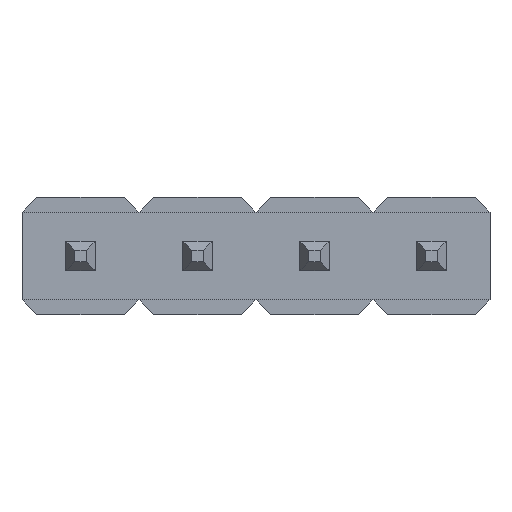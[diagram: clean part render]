
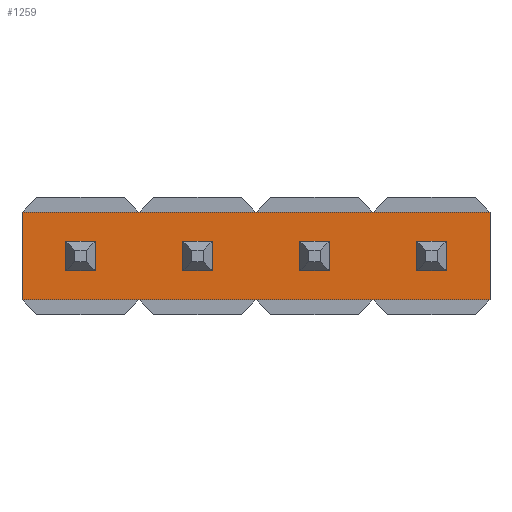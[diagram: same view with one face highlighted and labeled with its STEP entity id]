
A CAD part, front view. The second image highlights one B-rep face of the part: STEP entity #1259.
In plain terms, the highlighted free-form (B-spline) face has degree [1, 1] with [2, 2] control points.
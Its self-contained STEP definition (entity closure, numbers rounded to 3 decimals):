
#717=EDGE_CURVE('',#745,#855,#1866,.T.);
#745=VERTEX_POINT('',#1899);
#761=EDGE_CURVE('',#785,#1269,#1916,.T.);
#775=VERTEX_POINT('',#1931);
#785=VERTEX_POINT('',#1941);
#829=VERTEX_POINT('',#1987);
#847=EDGE_CURVE('',#1269,#1267,#2006,.T.);
#855=VERTEX_POINT('',#2014);
#867=VERTEX_POINT('',#2029);
#875=VERTEX_POINT('',#2037);
#885=EDGE_CURVE('',#1123,#1125,#2047,.T.);
#887=VERTEX_POINT('',#2049);
#891=EDGE_CURVE('',#1431,#1483,#2053,.T.);
#935=VERTEX_POINT('',#2102);
#941=VERTEX_POINT('',#2109);
#943=EDGE_CURVE('',#1169,#829,#2111,.T.);
#991=VERTEX_POINT('',#2168);
#1001=VERTEX_POINT('',#2179);
#1003=EDGE_CURVE('',#1001,#935,#2181,.T.);
#1023=VERTEX_POINT('',#2203);
#1087=EDGE_CURVE('',#1697,#1339,#2268,.T.);
#1097=EDGE_CURVE('',#1267,#875,#2278,.T.);
#1101=VERTEX_POINT('',#2282);
#1103=EDGE_CURVE('',#1639,#1123,#2284,.T.);
#1123=VERTEX_POINT('',#2308);
#1125=VERTEX_POINT('',#2310);
#1169=VERTEX_POINT('',#2357);
#1201=EDGE_CURVE('',#935,#1169,#2396,.T.);
#1249=EDGE_CURVE('',#1339,#745,#2451,.T.);
#1259=ADVANCED_FACE('',(#2461,#2462,#2463,#2464,#2465),#2466,.F.);
#1267=VERTEX_POINT('',#2475);
#1269=VERTEX_POINT('',#2477);
#1271=EDGE_CURVE('',#855,#1697,#2479,.T.);
#1281=EDGE_CURVE('',#1639,#1431,#2489,.T.);
#1307=EDGE_CURVE('',#829,#1001,#2518,.T.);
#1317=VERTEX_POINT('',#2533);
#1339=VERTEX_POINT('',#2556);
#1361=EDGE_CURVE('',#1023,#1449,#2582,.T.);
#1431=VERTEX_POINT('',#2661);
#1441=EDGE_CURVE('',#991,#887,#2672,.T.);
#1447=EDGE_CURVE('',#941,#1023,#2679,.T.);
#1449=VERTEX_POINT('',#2681);
#1451=EDGE_CURVE('',#1483,#941,#2683,.T.);
#1455=EDGE_CURVE('',#1125,#775,#2687,.T.);
#1483=VERTEX_POINT('',#2718);
#1559=EDGE_CURVE('',#867,#1449,#2804,.T.);
#1591=EDGE_CURVE('',#887,#1317,#2838,.T.);
#1599=EDGE_CURVE('',#1317,#1101,#2847,.T.);
#1623=EDGE_CURVE('',#875,#785,#2873,.T.);
#1639=VERTEX_POINT('',#2890);
#1651=EDGE_CURVE('',#775,#867,#2902,.T.);
#1655=EDGE_CURVE('',#1101,#991,#2906,.T.);
#1697=VERTEX_POINT('',#2957);
#1866=LINE('',#3203,#3204);
#1899=CARTESIAN_POINT('',(7.785,-1.25,-0.215));
#1916=LINE('',#3295,#3296);
#1931=CARTESIAN_POINT('',(5.0,-1.25,0.75));
#1941=CARTESIAN_POINT('',(4.215,-1.25,-0.215));
#1987=CARTESIAN_POINT('',(1.785,-1.25,0.215));
#2006=LINE('',#3441,#3442);
#2014=CARTESIAN_POINT('',(7.785,-1.25,0.215));
#2029=CARTESIAN_POINT('',(3.0,-1.25,0.75));
#2037=CARTESIAN_POINT('',(4.215,-1.25,0.215));
#2047=LINE('',#3505,#3506);
#2049=CARTESIAN_POINT('',(6.215,-1.25,-0.215));
#2053=LINE('',#3515,#3516);
#2102=CARTESIAN_POINT('',(2.215,-1.25,-0.215));
#2109=CARTESIAN_POINT('',(3.0,-1.25,-0.75));
#2111=LINE('',#3613,#3614);
#2168=CARTESIAN_POINT('',(6.215,-1.25,0.215));
#2179=CARTESIAN_POINT('',(2.215,-1.25,0.215));
#2181=LINE('',#3741,#3742);
#2203=CARTESIAN_POINT('',(1.0,-1.25,-0.75));
#2268=LINE('',#3885,#3886);
#2278=LINE('',#3905,#3906);
#2282=CARTESIAN_POINT('',(5.785,-1.25,0.215));
#2284=LINE('',#3913,#3914);
#2308=CARTESIAN_POINT('',(9.0,-1.25,0.75));
#2310=CARTESIAN_POINT('',(7.0,-1.25,0.75));
#2357=CARTESIAN_POINT('',(1.785,-1.25,-0.215));
#2396=LINE('',#4113,#4114);
#2451=LINE('',#4212,#4213);
#2461=FACE_OUTER_BOUND('',#4229,.T.);
#2462=FACE_BOUND('',#4230,.T.);
#2463=FACE_BOUND('',#4231,.T.);
#2464=FACE_BOUND('',#4232,.T.);
#2465=FACE_BOUND('',#4233,.T.);
#2466=B_SPLINE_SURFACE_WITH_KNOTS('',1,1,((#4234,#4235),(#4236,#4237)),.UNSPECIFIED.,.F.,.F.,.F.,(2,2),(2,2),(0.0,8.0),(0.0,1.5),.UNSPECIFIED.);
#2475=CARTESIAN_POINT('',(3.785,-1.25,0.215));
#2477=CARTESIAN_POINT('',(3.785,-1.25,-0.215));
#2479=LINE('',#4258,#4259);
#2489=LINE('',#4272,#4273);
#2518=LINE('',#4325,#4326);
#2533=CARTESIAN_POINT('',(5.785,-1.25,-0.215));
#2556=CARTESIAN_POINT('',(8.215,-1.25,-0.215));
#2582=LINE('',#4431,#4432);
#2661=CARTESIAN_POINT('',(7.0,-1.25,-0.75));
#2672=LINE('',#4587,#4588);
#2679=LINE('',#4599,#4600);
#2681=CARTESIAN_POINT('',(1.0,-1.25,0.75));
#2683=LINE('',#4605,#4606);
#2687=LINE('',#4611,#4612);
#2718=CARTESIAN_POINT('',(5.0,-1.25,-0.75));
#2804=LINE('',#4811,#4812);
#2838=LINE('',#4871,#4872);
#2847=LINE('',#4885,#4886);
#2873=LINE('',#4933,#4934);
#2890=CARTESIAN_POINT('',(9.0,-1.25,-0.75));
#2902=LINE('',#4985,#4986);
#2906=LINE('',#4991,#4992);
#2957=CARTESIAN_POINT('',(8.215,-1.25,0.215));
#3203=CARTESIAN_POINT('',(7.785,-1.25,-0.215));
#3204=VECTOR('',#5208,0.43);
#3295=CARTESIAN_POINT('',(4.215,-1.25,-0.215));
#3296=VECTOR('',#5251,0.43);
#3441=CARTESIAN_POINT('',(3.785,-1.25,-0.215));
#3442=VECTOR('',#5294,0.43);
#3505=CARTESIAN_POINT('',(9.0,-1.25,0.75));
#3506=VECTOR('',#5317,2.0);
#3515=CARTESIAN_POINT('',(7.0,-1.25,-0.75));
#3516=VECTOR('',#5319,2.0);
#3613=CARTESIAN_POINT('',(1.785,-1.25,-0.215));
#3614=VECTOR('',#5363,0.43);
#3741=CARTESIAN_POINT('',(2.215,-1.25,0.215));
#3742=VECTOR('',#5429,0.43);
#3885=CARTESIAN_POINT('',(8.215,-1.25,0.215));
#3886=VECTOR('',#5469,0.43);
#3905=CARTESIAN_POINT('',(3.785,-1.25,0.215));
#3906=VECTOR('',#5474,0.43);
#3913=CARTESIAN_POINT('',(9.0,-1.25,-0.75));
#3914=VECTOR('',#5475,1.5);
#4113=CARTESIAN_POINT('',(2.215,-1.25,-0.215));
#4114=VECTOR('',#5570,0.43);
#4212=CARTESIAN_POINT('',(8.215,-1.25,-0.215));
#4213=VECTOR('',#5618,0.43);
#4229=EDGE_LOOP('',(#5623,#5624,#5625,#5626,#5627,#5628,#5629,#5630,#5631,#5632));
#4230=EDGE_LOOP('',(#5633,#5634,#5635,#5636));
#4231=EDGE_LOOP('',(#5637,#5638,#5639,#5640));
#4232=EDGE_LOOP('',(#5641,#5642,#5643,#5644));
#4233=EDGE_LOOP('',(#5645,#5646,#5647,#5648));
#4234=CARTESIAN_POINT('',(1.0,-1.25,0.75));
#4235=CARTESIAN_POINT('',(1.0,-1.25,-0.75));
#4236=CARTESIAN_POINT('',(9.0,-1.25,0.75));
#4237=CARTESIAN_POINT('',(9.0,-1.25,-0.75));
#4258=CARTESIAN_POINT('',(7.785,-1.25,0.215));
#4259=VECTOR('',#5656,0.43);
#4272=CARTESIAN_POINT('',(9.0,-1.25,-0.75));
#4273=VECTOR('',#5658,2.0);
#4325=CARTESIAN_POINT('',(1.785,-1.25,0.215));
#4326=VECTOR('',#5683,0.43);
#4431=CARTESIAN_POINT('',(1.0,-1.25,-0.75));
#4432=VECTOR('',#5763,1.5);
#4587=CARTESIAN_POINT('',(6.215,-1.25,0.215));
#4588=VECTOR('',#5832,0.43);
#4599=CARTESIAN_POINT('',(3.0,-1.25,-0.75));
#4600=VECTOR('',#5839,2.0);
#4605=CARTESIAN_POINT('',(5.0,-1.25,-0.75));
#4606=VECTOR('',#5840,2.0);
#4611=CARTESIAN_POINT('',(7.0,-1.25,0.75));
#4612=VECTOR('',#5841,2.0);
#4811=CARTESIAN_POINT('',(3.0,-1.25,0.75));
#4812=VECTOR('',#5933,2.0);
#4871=CARTESIAN_POINT('',(6.215,-1.25,-0.215));
#4872=VECTOR('',#5953,0.43);
#4885=CARTESIAN_POINT('',(5.785,-1.25,-0.215));
#4886=VECTOR('',#5959,0.43);
#4933=CARTESIAN_POINT('',(4.215,-1.25,0.215));
#4934=VECTOR('',#5977,0.43);
#4985=CARTESIAN_POINT('',(5.0,-1.25,0.75));
#4986=VECTOR('',#5992,2.0);
#4991=CARTESIAN_POINT('',(5.785,-1.25,0.215));
#4992=VECTOR('',#5993,0.43);
#5208=DIRECTION('',(0.0,0.0,1.0));
#5251=DIRECTION('',(-1.0,0.0,0.0));
#5294=DIRECTION('',(0.0,0.0,1.0));
#5317=DIRECTION('',(-1.0,0.0,0.0));
#5319=DIRECTION('',(-1.0,0.0,0.0));
#5363=DIRECTION('',(0.0,0.0,1.0));
#5429=DIRECTION('',(0.0,0.0,-1.0));
#5469=DIRECTION('',(0.0,0.0,-1.0));
#5474=DIRECTION('',(1.0,0.0,0.0));
#5475=DIRECTION('',(0.0,0.0,1.0));
#5570=DIRECTION('',(-1.0,0.0,0.0));
#5618=DIRECTION('',(-1.0,0.0,0.0));
#5623=ORIENTED_EDGE('',*,*,#1651,.T.);
#5624=ORIENTED_EDGE('',*,*,#1559,.T.);
#5625=ORIENTED_EDGE('',*,*,#1361,.F.);
#5626=ORIENTED_EDGE('',*,*,#1447,.F.);
#5627=ORIENTED_EDGE('',*,*,#1451,.F.);
#5628=ORIENTED_EDGE('',*,*,#891,.F.);
#5629=ORIENTED_EDGE('',*,*,#1281,.F.);
#5630=ORIENTED_EDGE('',*,*,#1103,.T.);
#5631=ORIENTED_EDGE('',*,*,#885,.T.);
#5632=ORIENTED_EDGE('',*,*,#1455,.T.);
#5633=ORIENTED_EDGE('',*,*,#1623,.T.);
#5634=ORIENTED_EDGE('',*,*,#761,.T.);
#5635=ORIENTED_EDGE('',*,*,#847,.T.);
#5636=ORIENTED_EDGE('',*,*,#1097,.T.);
#5637=ORIENTED_EDGE('',*,*,#1441,.T.);
#5638=ORIENTED_EDGE('',*,*,#1591,.T.);
#5639=ORIENTED_EDGE('',*,*,#1599,.T.);
#5640=ORIENTED_EDGE('',*,*,#1655,.T.);
#5641=ORIENTED_EDGE('',*,*,#1003,.T.);
#5642=ORIENTED_EDGE('',*,*,#1201,.T.);
#5643=ORIENTED_EDGE('',*,*,#943,.T.);
#5644=ORIENTED_EDGE('',*,*,#1307,.T.);
#5645=ORIENTED_EDGE('',*,*,#1087,.T.);
#5646=ORIENTED_EDGE('',*,*,#1249,.T.);
#5647=ORIENTED_EDGE('',*,*,#717,.T.);
#5648=ORIENTED_EDGE('',*,*,#1271,.T.);
#5656=DIRECTION('',(1.0,0.0,0.0));
#5658=DIRECTION('',(-1.0,0.0,0.0));
#5683=DIRECTION('',(1.0,0.0,0.0));
#5763=DIRECTION('',(0.0,0.0,1.0));
#5832=DIRECTION('',(0.0,0.0,-1.0));
#5839=DIRECTION('',(-1.0,0.0,0.0));
#5840=DIRECTION('',(-1.0,0.0,0.0));
#5841=DIRECTION('',(-1.0,0.0,0.0));
#5933=DIRECTION('',(-1.0,0.0,0.0));
#5953=DIRECTION('',(-1.0,0.0,0.0));
#5959=DIRECTION('',(0.0,0.0,1.0));
#5977=DIRECTION('',(0.0,0.0,-1.0));
#5992=DIRECTION('',(-1.0,0.0,0.0));
#5993=DIRECTION('',(1.0,0.0,0.0));
